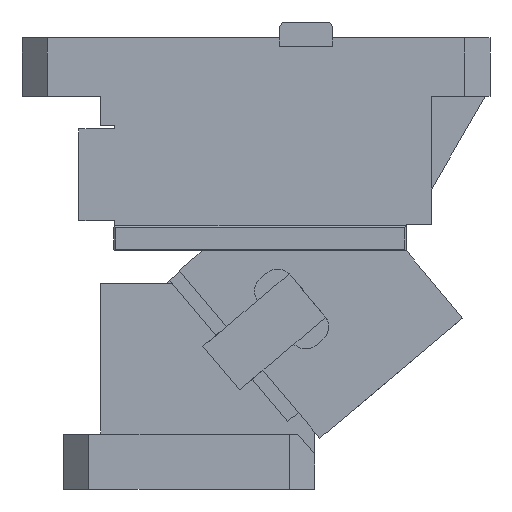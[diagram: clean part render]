
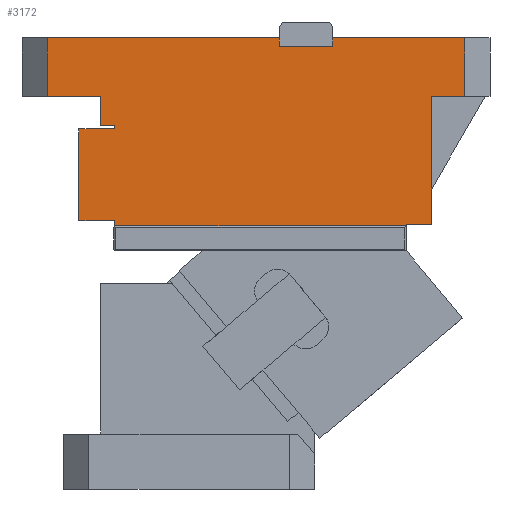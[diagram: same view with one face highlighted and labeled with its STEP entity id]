
A CAD part, front view. The second image highlights one B-rep face of the part: STEP entity #3172.
In plain terms, the highlighted planar face has unit normal (0, -1, 0).
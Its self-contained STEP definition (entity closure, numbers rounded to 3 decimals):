
#2513=CARTESIAN_POINT('Vertex',(129.,0.,270.)) ;
#2576=CARTESIAN_POINT('Vertex',(-10.,0.,270.)) ;
#2579=CARTESIAN_POINT('Line Origine',(5.5,0.,270.)) ;
#2583=CARTESIAN_POINT('Vertex',(21.,0.,270.)) ;
#2586=CARTESIAN_POINT('Line Origine',(75.,0.,270.)) ;
#2997=CARTESIAN_POINT('Axis2P3D Location',(7.5,0.,223.)) ;
#3002=CARTESIAN_POINT('Line Origine',(145.,0.,265.)) ;
#3006=CARTESIAN_POINT('Vertex',(161.,0.,265.)) ;
#3008=CARTESIAN_POINT('Vertex',(129.,0.,265.)) ;
#3011=CARTESIAN_POINT('Line Origine',(129.,0.,267.5)) ;
#3016=CARTESIAN_POINT('Line Origine',(-10.,0.,252.5)) ;
#3020=CARTESIAN_POINT('Vertex',(-10.,0.,235.)) ;
#3023=CARTESIAN_POINT('Line Origine',(6.,0.,235.)) ;
#3027=CARTESIAN_POINT('Vertex',(22.,0.,235.)) ;
#3030=CARTESIAN_POINT('Line Origine',(22.,0.,226.25)) ;
#3034=CARTESIAN_POINT('Vertex',(22.,0.,217.5)) ;
#3037=CARTESIAN_POINT('Line Origine',(26.,0.,217.5)) ;
#3041=CARTESIAN_POINT('Vertex',(30.,0.,217.5)) ;
#3044=CARTESIAN_POINT('Line Origine',(30.25,0.,217.5)) ;
#3048=CARTESIAN_POINT('Vertex',(30.5,0.,217.5)) ;
#3051=CARTESIAN_POINT('Line Origine',(30.5,0.,216.5)) ;
#3055=CARTESIAN_POINT('Vertex',(30.5,0.,215.5)) ;
#3058=CARTESIAN_POINT('Line Origine',(19.75,0.,215.5)) ;
#3062=CARTESIAN_POINT('Vertex',(9.,0.,215.5)) ;
#3065=CARTESIAN_POINT('Line Origine',(9.,0.,188.)) ;
#3069=CARTESIAN_POINT('Vertex',(9.,0.,160.5)) ;
#3072=CARTESIAN_POINT('Line Origine',(19.75,0.,160.5)) ;
#3076=CARTESIAN_POINT('Vertex',(30.5,0.,160.5)) ;
#3079=CARTESIAN_POINT('Line Origine',(30.5,0.,159.)) ;
#3083=CARTESIAN_POINT('Vertex',(30.5,0.,157.5)) ;
#3086=CARTESIAN_POINT('Line Origine',(117.75,0.,157.5)) ;
#3090=CARTESIAN_POINT('Vertex',(205.,0.,157.5)) ;
#3093=CARTESIAN_POINT('Line Origine',(205.,0.,158.)) ;
#3097=CARTESIAN_POINT('Vertex',(205.,0.,158.5)) ;
#3100=CARTESIAN_POINT('Line Origine',(212.5,0.,158.5)) ;
#3104=CARTESIAN_POINT('Vertex',(220.,0.,158.5)) ;
#3107=CARTESIAN_POINT('Line Origine',(220.,0.,196.75)) ;
#3111=CARTESIAN_POINT('Vertex',(220.,0.,235.)) ;
#3114=CARTESIAN_POINT('Line Origine',(230.,0.,235.)) ;
#3118=CARTESIAN_POINT('Vertex',(240.,0.,235.)) ;
#3121=CARTESIAN_POINT('Line Origine',(240.,0.,252.5)) ;
#3125=CARTESIAN_POINT('Vertex',(240.,0.,270.)) ;
#3128=CARTESIAN_POINT('Line Origine',(232.,0.,270.)) ;
#3132=CARTESIAN_POINT('Vertex',(224.,0.,270.)) ;
#3135=CARTESIAN_POINT('Line Origine',(192.5,0.,270.)) ;
#3139=CARTESIAN_POINT('Vertex',(161.,0.,270.)) ;
#3142=CARTESIAN_POINT('Line Origine',(161.,0.,267.5)) ;
#2580=DIRECTION('Vector Direction',(1.,0.,0.)) ;
#2587=DIRECTION('Vector Direction',(1.,0.,0.)) ;
#2998=DIRECTION('Axis2P3D Direction',(0.,-1.,0.)) ;
#2999=DIRECTION('Axis2P3D XDirection',(0.,0.,-1.)) ;
#3003=DIRECTION('Vector Direction',(-1.,0.,0.)) ;
#3012=DIRECTION('Vector Direction',(0.,0.,1.)) ;
#3017=DIRECTION('Vector Direction',(0.,0.,1.)) ;
#3024=DIRECTION('Vector Direction',(-1.,0.,0.)) ;
#3031=DIRECTION('Vector Direction',(0.,0.,-1.)) ;
#3038=DIRECTION('Vector Direction',(-1.,0.,0.)) ;
#3045=DIRECTION('Vector Direction',(-1.,0.,0.)) ;
#3052=DIRECTION('Vector Direction',(0.,0.,-1.)) ;
#3059=DIRECTION('Vector Direction',(1.,0.,0.)) ;
#3066=DIRECTION('Vector Direction',(0.,0.,1.)) ;
#3073=DIRECTION('Vector Direction',(-1.,0.,0.)) ;
#3080=DIRECTION('Vector Direction',(0.,0.,-1.)) ;
#3087=DIRECTION('Vector Direction',(-1.,0.,0.)) ;
#3094=DIRECTION('Vector Direction',(0.,0.,1.)) ;
#3101=DIRECTION('Vector Direction',(-1.,0.,0.)) ;
#3108=DIRECTION('Vector Direction',(0.,0.,-1.)) ;
#3115=DIRECTION('Vector Direction',(-1.,0.,0.)) ;
#3122=DIRECTION('Vector Direction',(0.,0.,1.)) ;
#3129=DIRECTION('Vector Direction',(-1.,0.,0.)) ;
#3136=DIRECTION('Vector Direction',(-1.,0.,0.)) ;
#3143=DIRECTION('Vector Direction',(0.,0.,-1.)) ;
#3000=AXIS2_PLACEMENT_3D('Plane Axis2P3D',#2997,#2998,#2999) ;
#3148=ORIENTED_EDGE('',*,*,#3010,.T.) ;
#3149=ORIENTED_EDGE('',*,*,#3015,.T.) ;
#3150=ORIENTED_EDGE('',*,*,#2590,.F.) ;
#3151=ORIENTED_EDGE('',*,*,#2585,.F.) ;
#3152=ORIENTED_EDGE('',*,*,#3022,.F.) ;
#3153=ORIENTED_EDGE('',*,*,#3029,.F.) ;
#3154=ORIENTED_EDGE('',*,*,#3036,.T.) ;
#3155=ORIENTED_EDGE('',*,*,#3043,.F.) ;
#3156=ORIENTED_EDGE('',*,*,#3050,.F.) ;
#3157=ORIENTED_EDGE('',*,*,#3057,.T.) ;
#3158=ORIENTED_EDGE('',*,*,#3064,.F.) ;
#3159=ORIENTED_EDGE('',*,*,#3071,.F.) ;
#3160=ORIENTED_EDGE('',*,*,#3078,.F.) ;
#3161=ORIENTED_EDGE('',*,*,#3085,.T.) ;
#3162=ORIENTED_EDGE('',*,*,#3092,.F.) ;
#3163=ORIENTED_EDGE('',*,*,#3099,.T.) ;
#3164=ORIENTED_EDGE('',*,*,#3106,.F.) ;
#3165=ORIENTED_EDGE('',*,*,#3113,.F.) ;
#3166=ORIENTED_EDGE('',*,*,#3120,.F.) ;
#3167=ORIENTED_EDGE('',*,*,#3127,.T.) ;
#3168=ORIENTED_EDGE('',*,*,#3134,.T.) ;
#3169=ORIENTED_EDGE('',*,*,#3141,.T.) ;
#3170=ORIENTED_EDGE('',*,*,#3146,.T.) ;
#2581=VECTOR('Line Direction',#2580,1.) ;
#2588=VECTOR('Line Direction',#2587,1.) ;
#3004=VECTOR('Line Direction',#3003,1.) ;
#3013=VECTOR('Line Direction',#3012,1.) ;
#3018=VECTOR('Line Direction',#3017,1.) ;
#3025=VECTOR('Line Direction',#3024,1.) ;
#3032=VECTOR('Line Direction',#3031,1.) ;
#3039=VECTOR('Line Direction',#3038,1.) ;
#3046=VECTOR('Line Direction',#3045,1.) ;
#3053=VECTOR('Line Direction',#3052,1.) ;
#3060=VECTOR('Line Direction',#3059,1.) ;
#3067=VECTOR('Line Direction',#3066,1.) ;
#3074=VECTOR('Line Direction',#3073,1.) ;
#3081=VECTOR('Line Direction',#3080,1.) ;
#3088=VECTOR('Line Direction',#3087,1.) ;
#3095=VECTOR('Line Direction',#3094,1.) ;
#3102=VECTOR('Line Direction',#3101,1.) ;
#3109=VECTOR('Line Direction',#3108,1.) ;
#3116=VECTOR('Line Direction',#3115,1.) ;
#3123=VECTOR('Line Direction',#3122,1.) ;
#3130=VECTOR('Line Direction',#3129,1.) ;
#3137=VECTOR('Line Direction',#3136,1.) ;
#3144=VECTOR('Line Direction',#3143,1.) ;
#3172=ADVANCED_FACE('CAM HOLDER',(#3171),#3001,.T.) ;
#2585=EDGE_CURVE('',#2577,#2584,#2582,.T.) ;
#2590=EDGE_CURVE('',#2584,#2514,#2589,.T.) ;
#3010=EDGE_CURVE('',#3007,#3009,#3005,.T.) ;
#3015=EDGE_CURVE('',#3009,#2514,#3014,.T.) ;
#3022=EDGE_CURVE('',#3021,#2577,#3019,.T.) ;
#3029=EDGE_CURVE('',#3028,#3021,#3026,.T.) ;
#3036=EDGE_CURVE('',#3028,#3035,#3033,.T.) ;
#3043=EDGE_CURVE('',#3042,#3035,#3040,.T.) ;
#3050=EDGE_CURVE('',#3049,#3042,#3047,.T.) ;
#3057=EDGE_CURVE('',#3049,#3056,#3054,.T.) ;
#3064=EDGE_CURVE('',#3063,#3056,#3061,.T.) ;
#3071=EDGE_CURVE('',#3070,#3063,#3068,.T.) ;
#3078=EDGE_CURVE('',#3077,#3070,#3075,.T.) ;
#3085=EDGE_CURVE('',#3077,#3084,#3082,.T.) ;
#3092=EDGE_CURVE('',#3091,#3084,#3089,.T.) ;
#3099=EDGE_CURVE('',#3091,#3098,#3096,.T.) ;
#3106=EDGE_CURVE('',#3105,#3098,#3103,.T.) ;
#3113=EDGE_CURVE('',#3112,#3105,#3110,.T.) ;
#3120=EDGE_CURVE('',#3119,#3112,#3117,.T.) ;
#3127=EDGE_CURVE('',#3119,#3126,#3124,.T.) ;
#3134=EDGE_CURVE('',#3126,#3133,#3131,.T.) ;
#3141=EDGE_CURVE('',#3133,#3140,#3138,.T.) ;
#3146=EDGE_CURVE('',#3140,#3007,#3145,.T.) ;
#3147=EDGE_LOOP('',(#3148,#3149,#3150,#3151,#3152,#3153,#3154,#3155,#3156,#3157,#3158,#3159,#3160,#3161,#3162,#3163,#3164,#3165,#3166,#3167,#3168,#3169,#3170)) ;
#3171=FACE_OUTER_BOUND('',#3147,.T.) ;
#2582=LINE('Line',#2579,#2581) ;
#2589=LINE('Line',#2586,#2588) ;
#3005=LINE('Line',#3002,#3004) ;
#3014=LINE('Line',#3011,#3013) ;
#3019=LINE('Line',#3016,#3018) ;
#3026=LINE('Line',#3023,#3025) ;
#3033=LINE('Line',#3030,#3032) ;
#3040=LINE('Line',#3037,#3039) ;
#3047=LINE('Line',#3044,#3046) ;
#3054=LINE('Line',#3051,#3053) ;
#3061=LINE('Line',#3058,#3060) ;
#3068=LINE('Line',#3065,#3067) ;
#3075=LINE('Line',#3072,#3074) ;
#3082=LINE('Line',#3079,#3081) ;
#3089=LINE('Line',#3086,#3088) ;
#3096=LINE('Line',#3093,#3095) ;
#3103=LINE('Line',#3100,#3102) ;
#3110=LINE('Line',#3107,#3109) ;
#3117=LINE('Line',#3114,#3116) ;
#3124=LINE('Line',#3121,#3123) ;
#3131=LINE('Line',#3128,#3130) ;
#3138=LINE('Line',#3135,#3137) ;
#3145=LINE('Line',#3142,#3144) ;
#3001=PLANE('Plane',#3000) ;
#2514=VERTEX_POINT('',#2513) ;
#2577=VERTEX_POINT('',#2576) ;
#2584=VERTEX_POINT('',#2583) ;
#3007=VERTEX_POINT('',#3006) ;
#3009=VERTEX_POINT('',#3008) ;
#3021=VERTEX_POINT('',#3020) ;
#3028=VERTEX_POINT('',#3027) ;
#3035=VERTEX_POINT('',#3034) ;
#3042=VERTEX_POINT('',#3041) ;
#3049=VERTEX_POINT('',#3048) ;
#3056=VERTEX_POINT('',#3055) ;
#3063=VERTEX_POINT('',#3062) ;
#3070=VERTEX_POINT('',#3069) ;
#3077=VERTEX_POINT('',#3076) ;
#3084=VERTEX_POINT('',#3083) ;
#3091=VERTEX_POINT('',#3090) ;
#3098=VERTEX_POINT('',#3097) ;
#3105=VERTEX_POINT('',#3104) ;
#3112=VERTEX_POINT('',#3111) ;
#3119=VERTEX_POINT('',#3118) ;
#3126=VERTEX_POINT('',#3125) ;
#3133=VERTEX_POINT('',#3132) ;
#3140=VERTEX_POINT('',#3139) ;
